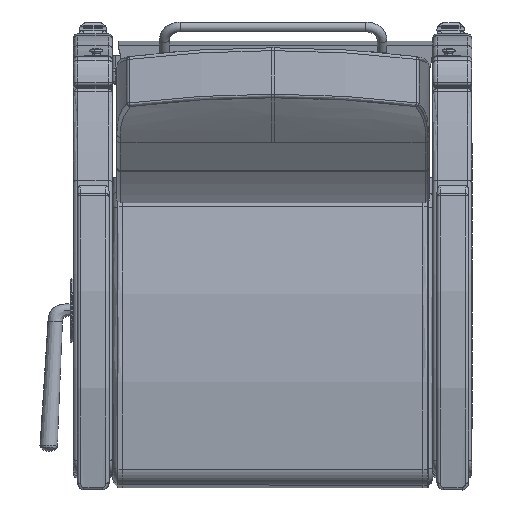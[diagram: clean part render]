
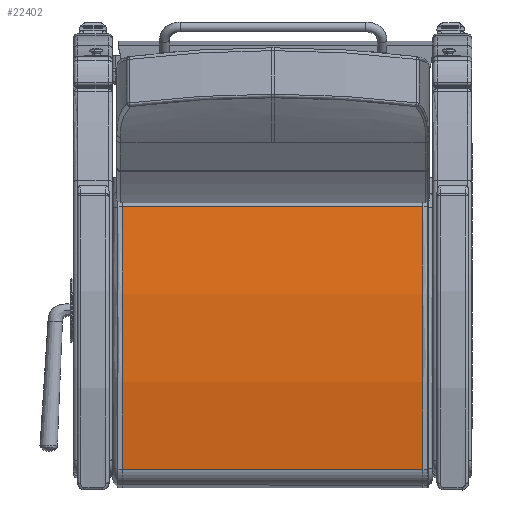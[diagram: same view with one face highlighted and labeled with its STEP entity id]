
A CAD part, front view. The second image highlights one B-rep face of the part: STEP entity #22402.
In plain terms, the highlighted free-form (B-spline) face has degree [1, 2] with [2, 3] control points.
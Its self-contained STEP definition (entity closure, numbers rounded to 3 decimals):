
#1008=(
BOUNDED_SURFACE()
B_SPLINE_SURFACE(1,2,((#47080,#47081,#47082),(#47083,#47084,#47085)),
 .UNSPECIFIED.,.F.,.F.,.F.)
B_SPLINE_SURFACE_WITH_KNOTS((2,2),(3,3),(-0.193,0.193),
(1.362,1.699),.UNSPECIFIED.)
GEOMETRIC_REPRESENTATION_ITEM()
RATIONAL_B_SPLINE_SURFACE(((1.,0.986,1.),(1.,0.986,
1.)))
REPRESENTATION_ITEM('')
SURFACE()
);
#1716=ELLIPSE('',#24224,60.054,60.);
#1728=ELLIPSE('',#24266,60.054,60.);
#2664=LINE('',#47079,#4199);
#2665=LINE('',#47086,#4200);
#4199=VECTOR('',#27576,0.394);
#4200=VECTOR('',#27577,0.394);
#5764=FACE_OUTER_BOUND('',#7102,.T.);
#7102=EDGE_LOOP('',(#16823,#16824,#16825,#16826));
#10266=VERTEX_POINT('',#46252);
#10267=VERTEX_POINT('',#46275);
#10307=VERTEX_POINT('',#46492);
#10308=VERTEX_POINT('',#46515);
#12771=EDGE_CURVE('',#10267,#10266,#1716,.T.);
#12830=EDGE_CURVE('',#10308,#10307,#1728,.T.);
#12910=EDGE_CURVE('',#10266,#10308,#2664,.T.);
#12911=EDGE_CURVE('',#10267,#10307,#2665,.T.);
#16823=ORIENTED_EDGE('',*,*,#12771,.F.);
#16824=ORIENTED_EDGE('',*,*,#12911,.T.);
#16825=ORIENTED_EDGE('',*,*,#12830,.F.);
#16826=ORIENTED_EDGE('',*,*,#12910,.F.);
#22402=ADVANCED_FACE('',(#5764),#1008,.F.);
#24224=AXIS2_PLACEMENT_3D('',#46277,#27329,#27330);
#24266=AXIS2_PLACEMENT_3D('',#46517,#27438,#27439);
#27329=DIRECTION('center_axis',(0.,0.,-1.));
#27330=DIRECTION('ref_axis',(1.,0.,0.));
#27438=DIRECTION('center_axis',(0.,0.,1.));
#27439=DIRECTION('ref_axis',(1.,0.,0.));
#27576=DIRECTION('',(0.,0.,1.));
#27577=DIRECTION('',(0.,0.,1.));
#46252=CARTESIAN_POINT('',(10.111,0.445,-11.563));
#46275=CARTESIAN_POINT('',(-10.045,1.256,-11.563));
#46277=CARTESIAN_POINT('Origin',(-2.35,-58.249,-11.563));
#46492=CARTESIAN_POINT('',(-10.045,1.256,11.563));
#46515=CARTESIAN_POINT('',(10.111,0.445,11.563));
#46517=CARTESIAN_POINT('Origin',(-2.35,-58.249,11.563));
#47079=CARTESIAN_POINT('',(10.111,0.445,0.));
#47080=CARTESIAN_POINT('Ctrl Pts',(10.111,0.445,-11.563));
#47081=CARTESIAN_POINT('Ctrl Pts',(0.103,2.566,-11.563));
#47082=CARTESIAN_POINT('Ctrl Pts',(-10.045,1.256,-11.563));
#47083=CARTESIAN_POINT('Ctrl Pts',(10.111,0.445,11.563));
#47084=CARTESIAN_POINT('Ctrl Pts',(0.103,2.566,11.563));
#47085=CARTESIAN_POINT('Ctrl Pts',(-10.045,1.256,11.563));
#47086=CARTESIAN_POINT('',(-10.045,1.256,0.));
